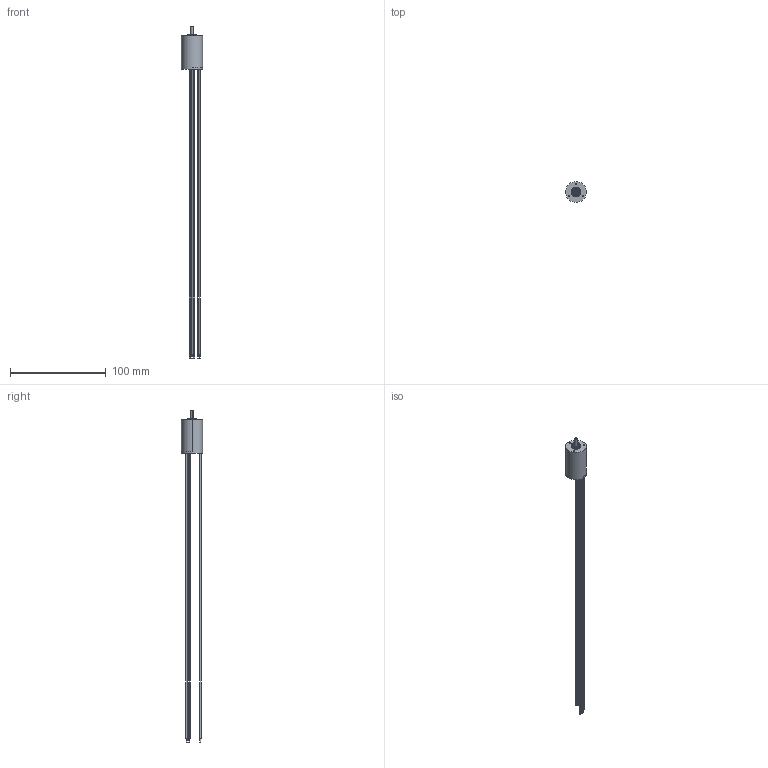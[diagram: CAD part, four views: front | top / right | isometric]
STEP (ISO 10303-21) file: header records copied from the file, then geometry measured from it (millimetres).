
FILE_DESCRIPTION((''),'2;1');
FILE_NAME('3011223006_ASM','2017-03-14T',('nishant.babu'),(''),'PRO/ENGINEER BY PARAMETRIC TECHNOLOGY CORPORATION, 2014310','PRO/ENGINEER BY PARAMETRIC TECHNOLOGY CORPORATION, 2014310','');
FILE_SCHEMA(('CONFIG_CONTROL_DESIGN'));
Length unit declared in the file: millimetre
Products named in the file (1): 3011223006_ASM
Bounding box: 22 x 22 x 347.4 mm (x, y, z)
Volume: 15488.2 mm3; surface area: 12401.6 mm2
Topology: 13 solids, 15 shells, 171 faces, 401 edges, 234 vertices
Faces by surface type: cylinder 76, plane 31, torus 28, sphere 24, cone 12
Entity records: 4660 total; most frequent: DIRECTION 946, CARTESIAN_POINT 752, ORIENTED_EDGE 694, AXIS2_PLACEMENT_3D 428, EDGE_CURVE 347, CIRCLE 257, VERTEX_POINT 234, EDGE_LOOP 203
